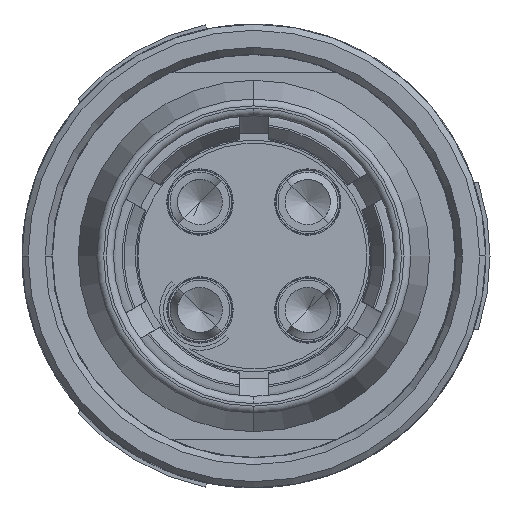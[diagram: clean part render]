
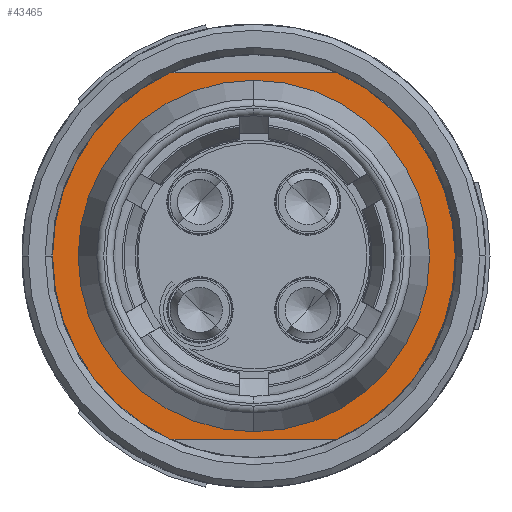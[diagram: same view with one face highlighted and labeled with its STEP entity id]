
A CAD part, left-side view. The second image highlights one B-rep face of the part: STEP entity #43465.
In plain terms, the highlighted planar face has unit normal (-1, 0, 0).
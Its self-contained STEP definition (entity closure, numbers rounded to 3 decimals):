
#22999=CARTESIAN_POINT('',(-36.706,0.,0.));
#23000=DIRECTION('',(1.,0.,0.));
#23001=DIRECTION('',(0.,0.417,-0.909));
#23002=AXIS2_PLACEMENT_3D('',#22999,#23000,#23001);
#23014=CARTESIAN_POINT('',(-36.706,0.,0.));
#23015=DIRECTION('',(-1.,0.,0.));
#23016=DIRECTION('',(0.,-0.417,-0.909));
#23017=AXIS2_PLACEMENT_3D('',#23014,#23015,#23016);
#24429=DIRECTION('',(0.,1.,0.));
#24430=VECTOR('',#24429,6.874);
#24431=CARTESIAN_POINT('',(-36.706,-3.437,-7.5));
#24432=LINE('',#24431,#24430);
#24433=DIRECTION('',(0.,1.,0.));
#24434=VECTOR('',#24433,6.874);
#24435=CARTESIAN_POINT('',(-36.706,-3.437,7.5));
#24436=LINE('',#24435,#24434);
#24459=CARTESIAN_POINT('',(-36.706,0.,0.));
#24460=DIRECTION('',(-1.,0.,0.));
#24461=DIRECTION('',(0.,0.,-1.));
#24462=AXIS2_PLACEMENT_3D('',#24459,#24460,#24461);
#24474=CARTESIAN_POINT('',(-36.706,0.,0.));
#24475=DIRECTION('',(-1.,0.,0.));
#24476=DIRECTION('',(0.,0.,1.));
#24477=AXIS2_PLACEMENT_3D('',#24474,#24475,#24476);
#31641=CARTESIAN_POINT('',(-36.706,-3.437,-7.5));
#31642=VERTEX_POINT('',#31641);
#31644=CARTESIAN_POINT('',(-36.706,-3.437,7.5));
#31646=VERTEX_POINT('',#31644);
#31649=CARTESIAN_POINT('',(-36.706,3.437,-7.5));
#31650=VERTEX_POINT('',#31649);
#31651=CARTESIAN_POINT('',(-36.706,3.437,7.5));
#31652=VERTEX_POINT('',#31651);
#31665=CARTESIAN_POINT('',(-36.706,0.,-6.45));
#31666=CARTESIAN_POINT('',(-36.706,0.,6.45));
#31667=VERTEX_POINT('',#31665);
#31668=VERTEX_POINT('',#31666);
#43447=CARTESIAN_POINT('',(-36.706,0.,0.));
#43448=DIRECTION('',(-1.,0.,0.));
#43449=DIRECTION('',(0.,0.,1.));
#43450=AXIS2_PLACEMENT_3D('',#43447,#43448,#43449);
#43451=PLANE('',#43450);
#43452=ORIENTED_EDGE('',*,*,#43442,.T.);
#43453=ORIENTED_EDGE('',*,*,#43334,.T.);
#43455=ORIENTED_EDGE('',*,*,#43454,.F.);
#43456=ORIENTED_EDGE('',*,*,#43362,.F.);
#43457=EDGE_LOOP('',(#43452,#43453,#43455,#43456));
#43458=FACE_OUTER_BOUND('',#43457,.F.);
#43460=ORIENTED_EDGE('',*,*,#43459,.T.);
#43462=ORIENTED_EDGE('',*,*,#43461,.T.);
#43463=EDGE_LOOP('',(#43460,#43462));
#43464=FACE_BOUND('',#43463,.F.);
#23003=CIRCLE('',#23002,8.25);
#23018=CIRCLE('',#23017,8.25);
#24463=CIRCLE('',#24462,6.45);
#24478=CIRCLE('',#24477,6.45);
#43334=EDGE_CURVE('',#31650,#31652,#23003,.T.);
#43362=EDGE_CURVE('',#31642,#31646,#23018,.T.);
#43442=EDGE_CURVE('',#31642,#31650,#24432,.T.);
#43454=EDGE_CURVE('',#31646,#31652,#24436,.T.);
#43459=EDGE_CURVE('',#31667,#31668,#24463,.T.);
#43461=EDGE_CURVE('',#31668,#31667,#24478,.T.);
#43465=ADVANCED_FACE('',(#43458,#43464),#43451,.T.);
